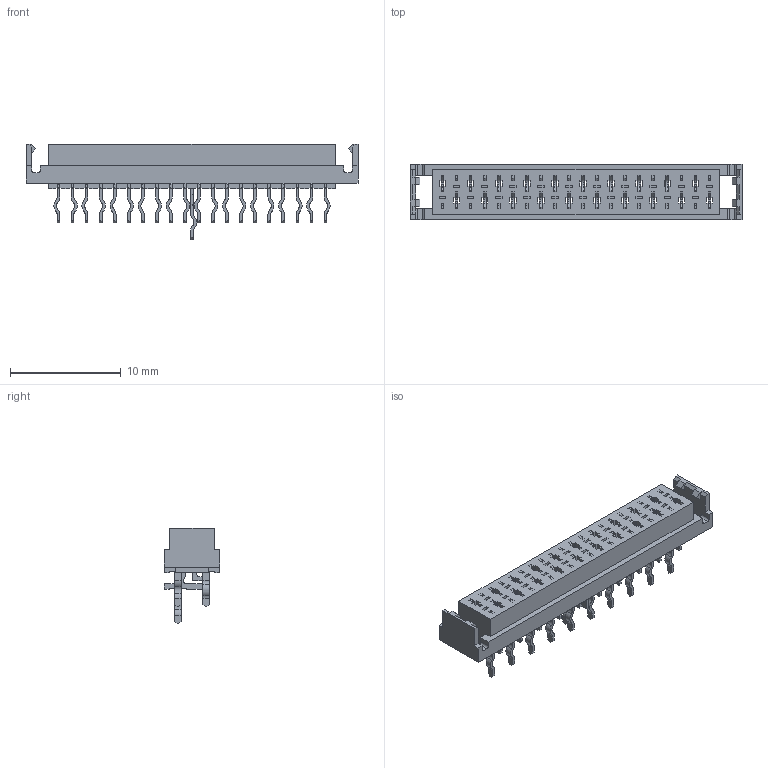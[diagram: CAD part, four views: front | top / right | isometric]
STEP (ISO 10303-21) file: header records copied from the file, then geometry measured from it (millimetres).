
FILE_DESCRIPTION( ( 'Unknown' ), '1' );
FILE_NAME( '690367192072.stp', 'Unknown', ( 'Unknown' ), ( 'Unknown' ), 'XStep 1.0', 'Unknown', ' ' );
FILE_SCHEMA( ( 'automotive_design' ) );
Length unit declared in the file: millimetre
Products named in the file (3): Assem1; Gehäuse; Pin
Bounding box: 30 x 5 x 8.6 mm (x, y, z)
Volume: 863.8 mm3; surface area: 2627.6 mm2
Topology: 23 solids, 23 shells, 2310 faces, 6762 edges, 4452 vertices
Faces by surface type: plane 1832, cylinder 478
Entity records: 26764 total; most frequent: CARTESIAN_POINT 3915, ORIENTED_EDGE 3912, DIRECTION 3382, EDGE_CURVE 1956, LINE 1896, VECTOR 1896, VERTEX_POINT 1276, AXIS2_PLACEMENT_3D 743
